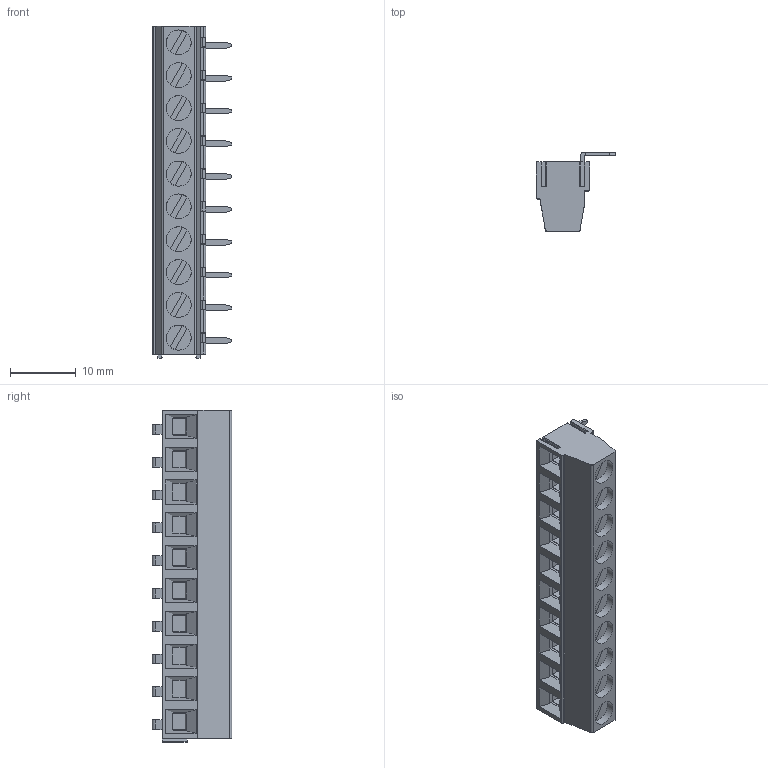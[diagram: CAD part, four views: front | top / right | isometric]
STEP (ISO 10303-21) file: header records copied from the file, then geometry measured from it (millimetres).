
FILE_DESCRIPTION( ( 'STEP AP203' ), '1' );
FILE_NAME( 'MV1510-5-H.stp', ' ', ( ' ' ), ( ' ' ), 'PSStep 15.0.49', 'VISI 20.0', ' ' );
FILE_SCHEMA( ( 'AUTOMOTIVE_DESIGN { 1 0 10303 214 1 1 1 1 }' ) );
Length unit declared in the file: millimetre
Products named in the file (1): 1
Bounding box: 12.05 x 12.1 x 50.6 mm (x, y, z)
Volume: 3136.6 mm3; surface area: 3000.2 mm2
Topology: 1 solids, 1 shells, 487 faces, 1369 edges, 914 vertices
Faces by surface type: plane 437, cylinder 50
Full cylindrical faces by diameter (mm): 3.8 x10
Entity records: 19298 total; most frequent: CARTESIAN_POINT 2821, ORIENTED_EDGE 2698, DIRECTION 2415, EDGE_CURVE 1349, LINE 1219, VECTOR 1219, VERTEX_POINT 904, AXIS2_PLACEMENT_3D 598
